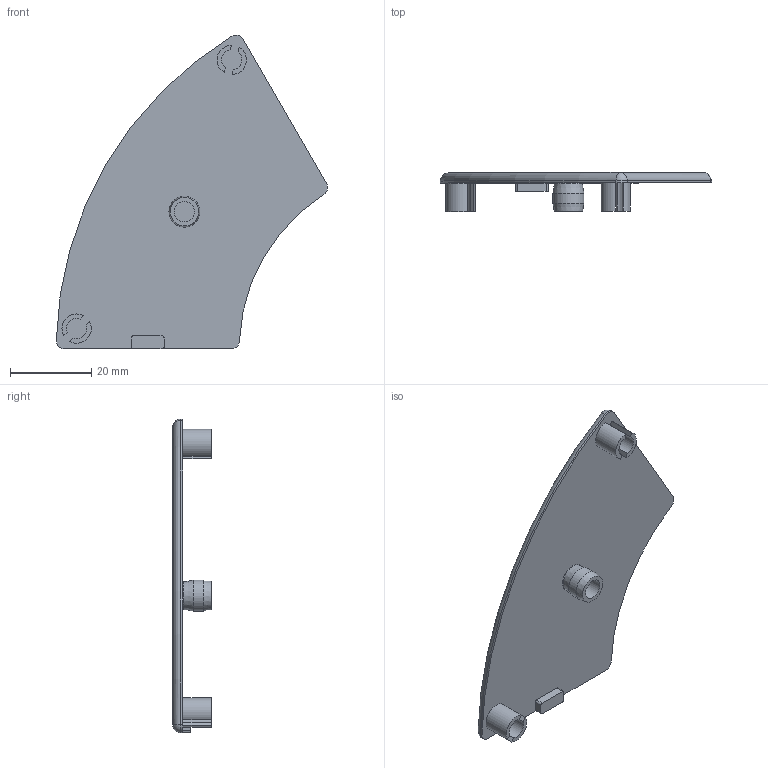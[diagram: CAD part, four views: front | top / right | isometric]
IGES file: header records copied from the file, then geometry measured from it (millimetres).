
Global section: file name: 224560R.stp.ipt; native system: Autodesk Inventor 2014; preprocessor: unknown; author: zeman; date: 20151020.095826; units: millimetre
Bounding box: 66.77 x 9.5 x 77.19 mm (x, y, z)
Volume: 8195.2 mm3; surface area: 7532.2 mm2
Topology: 1 solids, 1 shells, 53 faces, 128 edges, 79 vertices
Faces by surface type: plane 22, cylinder 16, revolution 9, sphere 4, cone 2
Full cylindrical faces by diameter (mm): 7.6 x1
